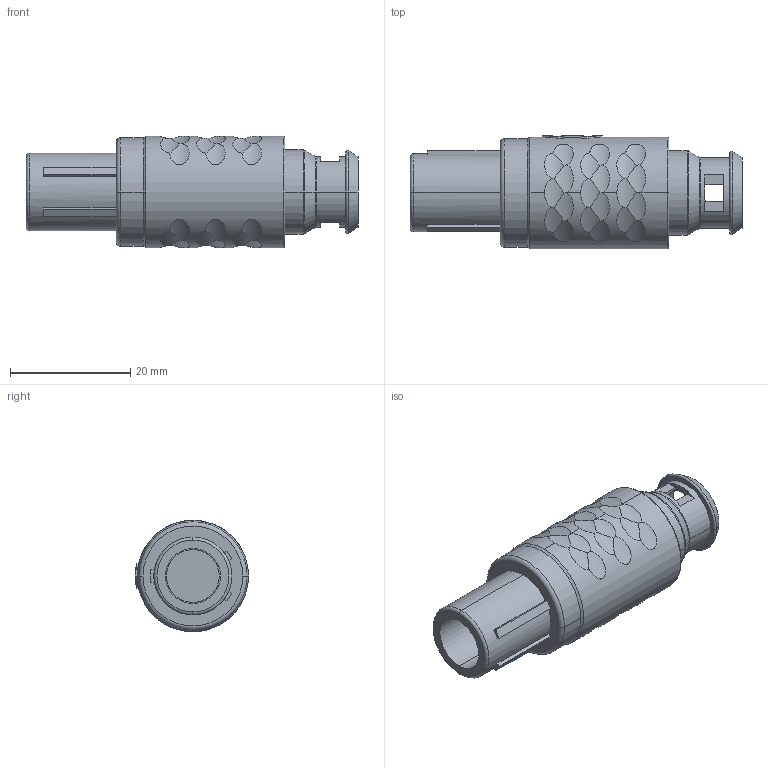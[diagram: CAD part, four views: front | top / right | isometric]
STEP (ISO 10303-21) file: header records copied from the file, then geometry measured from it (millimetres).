
FILE_DESCRIPTION((''),'2;1');
FILE_NAME('00181116_SW0003','2021-06-08T14:54:41',('RTrager'),(''),'CREO PARAMETRIC BY PTC INC, 2018300','CREO PARAMETRIC BY PTC INC, 2018300','');
FILE_SCHEMA(('AP242_MANAGED_MODEL_BASED_3D_ENGINEERING_MIM_LF { 1 0 10303 442 1 1 4 }'));
Length unit declared in the file: millimetre
Products named in the file (1): 00181116_SW0003
Bounding box: 55.16 x 18.8 x 18.5 mm (x, y, z)
Volume: 6231.7 mm3; surface area: 6721.4 mm2
Topology: 1 solids, 1 shells, 219 faces, 544 edges, 340 vertices
Faces by surface type: cylinder 93, plane 76, torus 36, cone 8, sphere 4, bspline 2
Entity records: 23285 total; most frequent: CARTESIAN_POINT 16622, ORIENTED_EDGE 1088, DIRECTION 1038, EDGE_CURVE 544, AXIS2_PLACEMENT_3D 425, VERTEX_POINT 340, EDGE_LOOP 238, FACE_OUTER_BOUND 219
